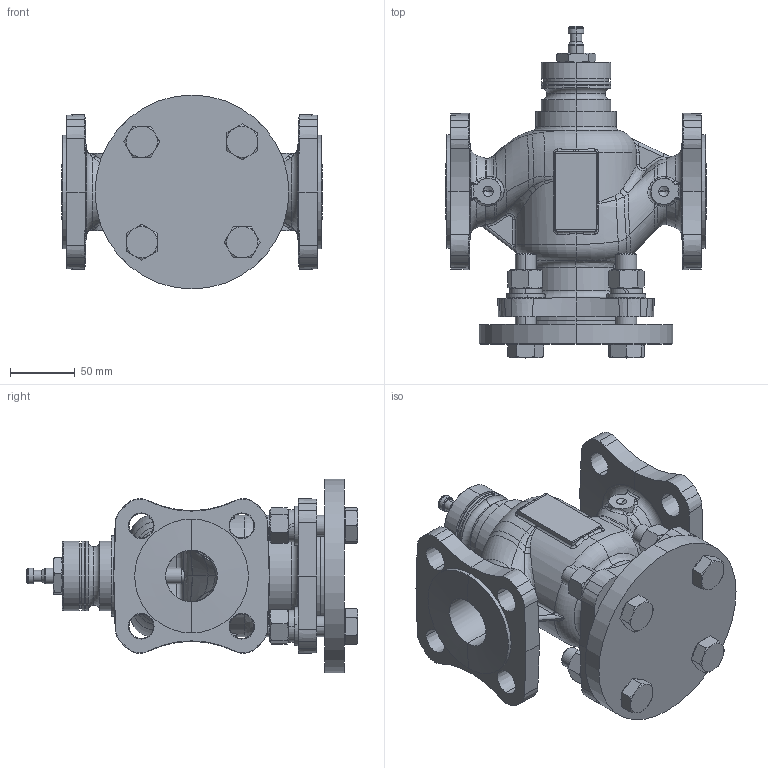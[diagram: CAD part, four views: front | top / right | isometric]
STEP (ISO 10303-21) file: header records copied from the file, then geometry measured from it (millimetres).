
FILE_DESCRIPTION((''),'2;1');
FILE_NAME('VF-2R_DN40_SW0001','2023-03-30T13:56:16',('User'),(''),'CREO PARAMETRIC BY PTC INC, 2019010','CREO PARAMETRIC BY PTC INC, 2019010','');
FILE_SCHEMA(('CONFIG_CONTROL_DESIGN'));
Products named in the file (1): VF-2R_DN40_SW0001
Bounding box: 201.25 x 256.75 x 150 mm (x, y, z)
Surface area: 290694.8 mm2 (no closed solid volume)
Topology: 0 solids, 43 shells, 933 faces, 2941 edges, 1961 vertices
Faces by surface type: bspline 379, cone 189, plane 164, cylinder 154, torus 33, sphere 14
Entity records: 98880 total; most frequent: CARTESIAN_POINT 77011, ORIENTED_EDGE 5030, DIRECTION 3184, EDGE_CURVE 2923, VERTEX_POINT 1961, B_SPLINE_CURVE_WITH_KNOTS 1574, AXIS2_PLACEMENT_3D 1281, EDGE_LOOP 1004
